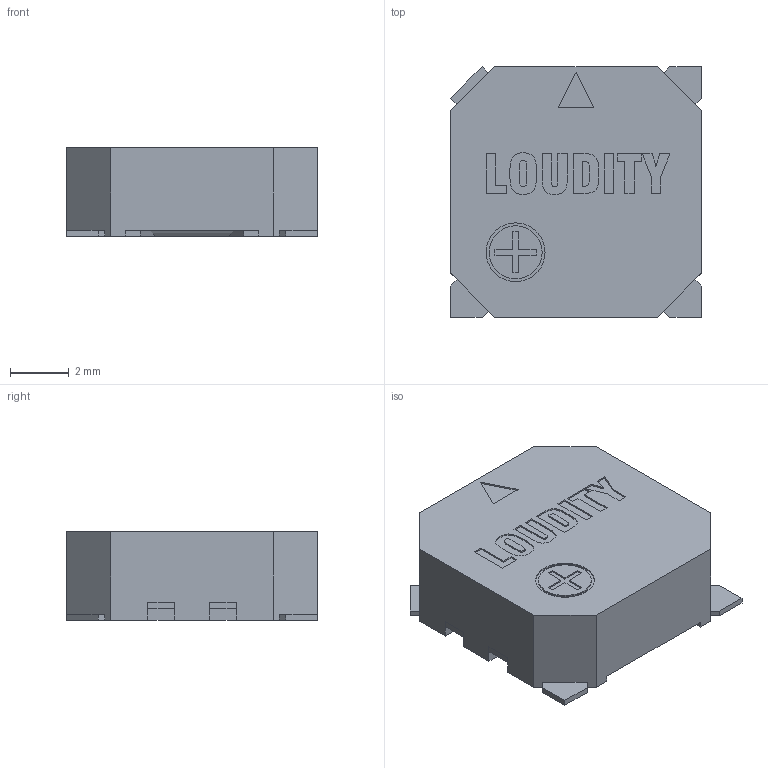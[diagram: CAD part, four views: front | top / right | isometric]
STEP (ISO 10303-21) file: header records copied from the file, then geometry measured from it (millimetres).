
FILE_DESCRIPTION (( 'STEP AP214' ), '1' );
FILE_NAME ('User Library-LD-BZEN-0803.STEP', '2023-04-11T00:46:20', ( '' ), ( '' ), 'SwSTEP 2.0', 'SolidWorks 2022', '' );
FILE_SCHEMA (( 'AUTOMOTIVE_DESIGN' ));
Length unit declared in the file: millimetre
Products named in the file (5): User Library-LD-BZEN-0803; Part1; Imported; Part2_1; Part3
Assembly tree (6 placements, depth 2):
  User Library-LD-BZEN-0803
    Part1
    Part2_1
    Imported  x3
    Part3
Bounding box: 8.5 x 8.5 x 3 mm (x, y, z)
Volume: 134 mm3; surface area: 368.4 mm2
Topology: 9 solids, 9 shells, 306 faces, 819 edges, 546 vertices
Faces by surface type: plane 299, cylinder 7
Entity records: 9347 total; most frequent: CARTESIAN_POINT 1622, ORIENTED_EDGE 1578, DIRECTION 1401, EDGE_CURVE 789, LINE 775, VECTOR 775, VERTEX_POINT 526, AXIS2_PLACEMENT_3D 313
